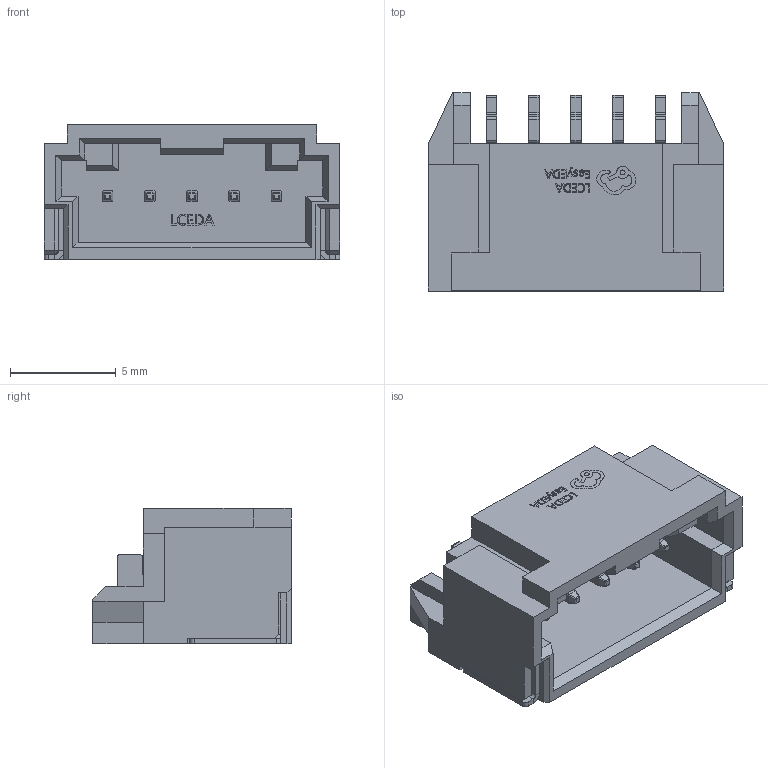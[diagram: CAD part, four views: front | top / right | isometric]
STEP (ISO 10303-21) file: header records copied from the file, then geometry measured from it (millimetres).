
FILE_DESCRIPTION (( 'STEP AP214' ), '1' );
FILE_NAME ('CONN-SMD_502352-P2.00-WS-5P.step', '2022-08-08T02:01:07', ( '' ), ( '' ), 'SwSTEP 2.0', 'SolidWorks 2020', '' );
FILE_SCHEMA (( 'AUTOMOTIVE_DESIGN' ));
Length unit declared in the file: millimetre
Products named in the file (1): CONN-SMD_502352-P2.00-WS-5P
Bounding box: 14 x 9.4 x 6.4 mm (x, y, z)
Volume: 341.2 mm3; surface area: 849.1 mm2
Topology: 14 solids, 14 shells, 692 faces, 1868 edges, 1198 vertices
Faces by surface type: plane 432, cylinder 128, bspline 112, sphere 20
Entity records: 30291 total; most frequent: CARTESIAN_POINT 6023, ORIENTED_EDGE 3696, DIRECTION 2938, EDGE_CURVE 1848, VECTOR 1344, LINE 1344, VERTEX_POINT 1198, AXIS2_PLACEMENT_3D 797
